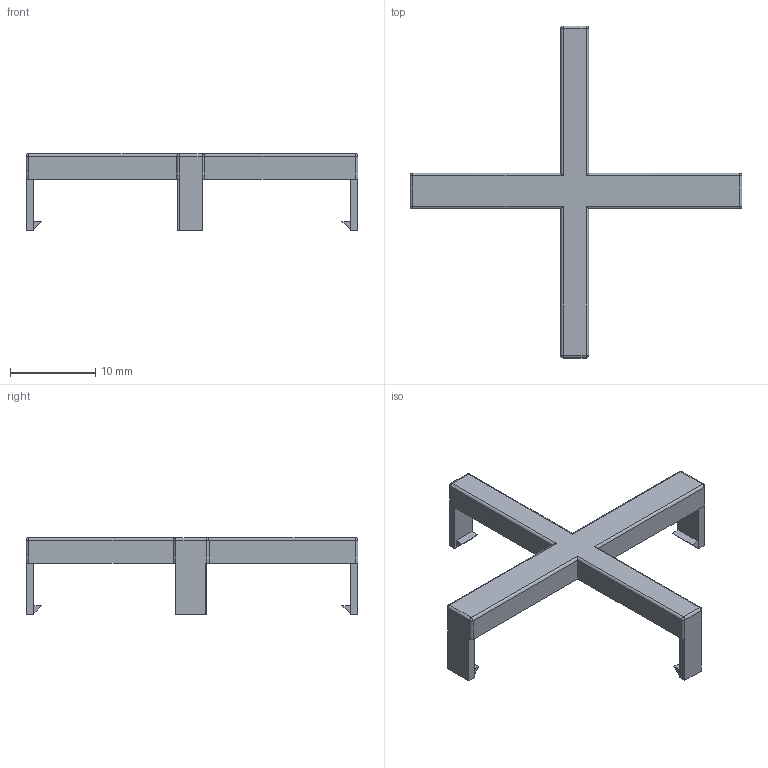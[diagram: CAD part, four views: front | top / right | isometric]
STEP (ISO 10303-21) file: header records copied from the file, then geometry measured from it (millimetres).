
FILE_DESCRIPTION(('HOOPS Exchange Step'),'2;1');
FILE_NAME('temp_export','2025-11-29T09:52:55+08:00',('yewf1'),('Shapr3D Limited'),'HOOPS Exchange 2025.7','Shapr3D','Authorized');
FILE_SCHEMA( ('AP242_MANAGED_MODEL_BASED_3D_ENGINEERING_MIM_LF {1 0 10303 442 1 1 4}') );
Length unit declared in the file: millimetre
Products named in the file (1): root
Bounding box: 39 x 39 x 9 mm (x, y, z)
Volume: 906 mm3; surface area: 1216 mm2
Topology: 1 solids, 1 shells, 76 faces, 184 edges, 106 vertices
Faces by surface type: plane 48, cylinder 20, sphere 8
Entity records: 2142 total; most frequent: DIRECTION 370, CARTESIAN_POINT 360, ORIENTED_EDGE 352, EDGE_CURVE 176, VECTOR 138, LINE 138, AXIS2_PLACEMENT_3D 116, VERTEX_POINT 106
